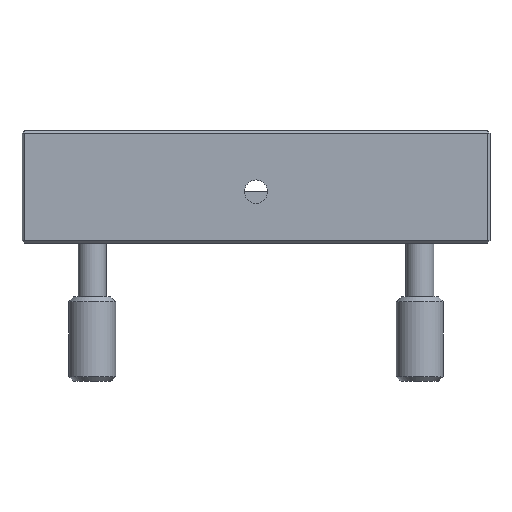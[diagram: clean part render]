
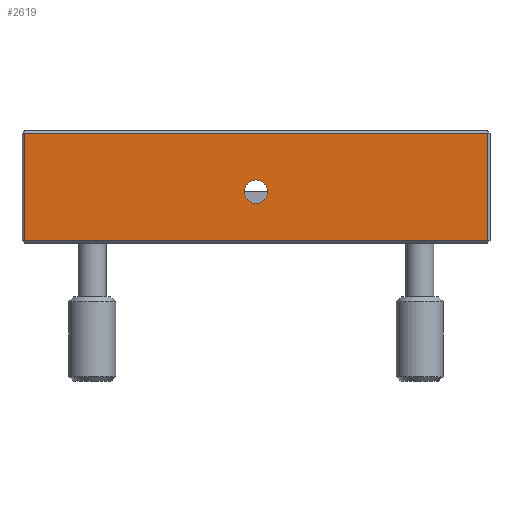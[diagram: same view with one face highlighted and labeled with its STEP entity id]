
A CAD part, front view. The second image highlights one B-rep face of the part: STEP entity #2619.
In plain terms, the highlighted planar face has unit normal (0, -1, 0).
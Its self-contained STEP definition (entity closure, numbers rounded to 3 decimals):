
#47 = ORIENTED_EDGE ( 'NONE', *, *, #2778, .T. ) ;
#103 = DIRECTION ( 'NONE',  ( 0., 0., 1. ) ) ;
#108 = DIRECTION ( 'NONE',  ( 0., 1., 0. ) ) ;
#123 = CARTESIAN_POINT ( 'NONE',  ( 0., 0., 11. ) ) ;
#144 = LINE ( 'NONE', #740, #736 ) ;
#231 = CARTESIAN_POINT ( 'NONE',  ( 0., 0., 11. ) ) ;
#242 = LINE ( 'NONE', #1706, #1852 ) ;
#245 = DIRECTION ( 'NONE',  ( 0., 1., 0. ) ) ;
#288 = DIRECTION ( 'NONE',  ( 0., 0., 1. ) ) ;
#498 = VERTEX_POINT ( 'NONE', #1836 ) ;
#512 = EDGE_CURVE ( 'NONE', #2305, #498, #2537, .T. ) ;
#525 = AXIS2_PLACEMENT_3D ( 'NONE', #123, #108, #103 ) ;
#651 = CARTESIAN_POINT ( 'NONE',  ( -50., 0., 18. ) ) ;
#657 = CARTESIAN_POINT ( 'NONE',  ( -49.5, 0., 23.5 ) ) ;
#702 = LINE ( 'NONE', #2784, #1157 ) ;
#707 = VERTEX_POINT ( 'NONE', #657 ) ;
#736 = VECTOR ( 'NONE', #747, 1000. ) ;
#740 = CARTESIAN_POINT ( 'NONE',  ( -50., 0., 0.5 ) ) ;
#747 = DIRECTION ( 'NONE',  ( 1., 0., 0. ) ) ;
#800 = VECTOR ( 'NONE', #2467, 1000. ) ;
#819 = VERTEX_POINT ( 'NONE', #1021 ) ;
#823 = FACE_OUTER_BOUND ( 'NONE', #1078, .T. ) ;
#849 = AXIS2_PLACEMENT_3D ( 'NONE', #231, #245, #288 ) ;
#893 = ORIENTED_EDGE ( 'NONE', *, *, #1711, .T. ) ;
#1021 = CARTESIAN_POINT ( 'NONE',  ( 0., 0., 8.5 ) ) ;
#1078 = EDGE_LOOP ( 'NONE', ( #47, #893, #1100, #1746 ) ) ;
#1100 = ORIENTED_EDGE ( 'NONE', *, *, #512, .T. ) ;
#1157 = VECTOR ( 'NONE', #2753, 1000. ) ;
#1198 = CIRCLE ( 'NONE', #525, 2.5 ) ;
#1268 = PLANE ( 'NONE',  #1770 ) ;
#1300 = VERTEX_POINT ( 'NONE', #2822 ) ;
#1377 = CIRCLE ( 'NONE', #849, 2.5 ) ;
#1452 = CARTESIAN_POINT ( 'NONE',  ( 49.5, 0., 0.5 ) ) ;
#1704 = DIRECTION ( 'NONE',  ( 0., -1., 0. ) ) ;
#1706 = CARTESIAN_POINT ( 'NONE',  ( -50., 0., 23.5 ) ) ;
#1711 = EDGE_CURVE ( 'NONE', #2198, #2305, #144, .T. ) ;
#1719 = DIRECTION ( 'NONE',  ( -1., 0., 0. ) ) ;
#1746 = ORIENTED_EDGE ( 'NONE', *, *, #1920, .T. ) ;
#1753 = DIRECTION ( 'NONE',  ( 0., 0., -1. ) ) ;
#1770 = AXIS2_PLACEMENT_3D ( 'NONE', #651, #1704, #1753 ) ;
#1835 = FACE_BOUND ( 'NONE', #2013, .T. ) ;
#1836 = CARTESIAN_POINT ( 'NONE',  ( 49.5, 0., 23.5 ) ) ;
#1852 = VECTOR ( 'NONE', #1719, 1000. ) ;
#1920 = EDGE_CURVE ( 'NONE', #498, #707, #242, .T. ) ;
#2013 = EDGE_LOOP ( 'NONE', ( #2294, #2761 ) ) ;
#2181 = EDGE_CURVE ( 'NONE', #1300, #819, #1377, .T. ) ;
#2198 = VERTEX_POINT ( 'NONE', #2691 ) ;
#2294 = ORIENTED_EDGE ( 'NONE', *, *, #2181, .T. ) ;
#2305 = VERTEX_POINT ( 'NONE', #1452 ) ;
#2467 = DIRECTION ( 'NONE',  ( 0., 0., 1. ) ) ;
#2537 = LINE ( 'NONE', #2680, #800 ) ;
#2619 = ADVANCED_FACE ( 'NONE', ( #823, #1835 ), #1268, .T. ) ;
#2648 = EDGE_CURVE ( 'NONE', #819, #1300, #1198, .T. ) ;
#2680 = CARTESIAN_POINT ( 'NONE',  ( 49.5, 0., 18. ) ) ;
#2691 = CARTESIAN_POINT ( 'NONE',  ( -49.5, 0., 0.5 ) ) ;
#2753 = DIRECTION ( 'NONE',  ( 0., 0., -1. ) ) ;
#2761 = ORIENTED_EDGE ( 'NONE', *, *, #2648, .T. ) ;
#2778 = EDGE_CURVE ( 'NONE', #707, #2198, #702, .T. ) ;
#2784 = CARTESIAN_POINT ( 'NONE',  ( -49.5, 0., 0. ) ) ;
#2822 = CARTESIAN_POINT ( 'NONE',  ( 0., 0., 13.5 ) ) ;
